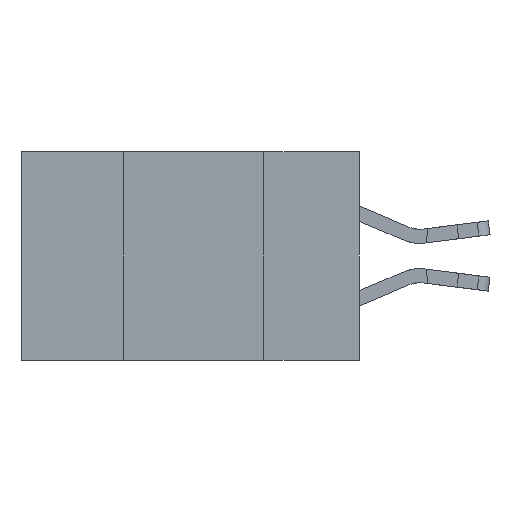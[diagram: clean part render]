
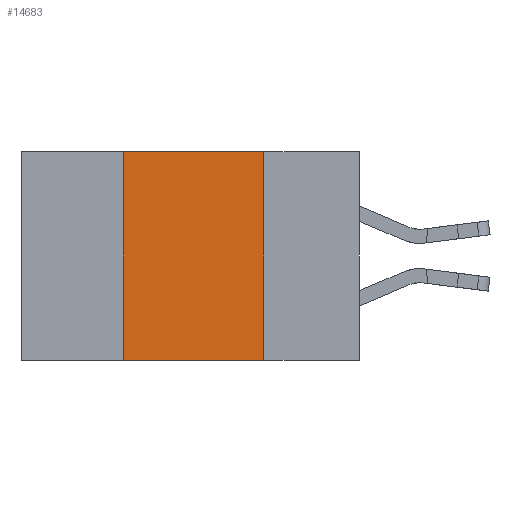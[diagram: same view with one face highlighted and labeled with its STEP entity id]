
A CAD part, left-side view. The second image highlights one B-rep face of the part: STEP entity #14683.
In plain terms, the highlighted planar face has unit normal (-1, 0, 0).
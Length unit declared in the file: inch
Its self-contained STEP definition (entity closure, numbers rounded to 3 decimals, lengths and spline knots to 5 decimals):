
#162 = CARTESIAN_POINT ( 'NONE',  ( 0., 0.6, 0. ) ) ;
#1291 = CARTESIAN_POINT ( 'NONE',  ( 0., 0.17, 0. ) ) ;
#2793 = LINE ( 'NONE', #17323, #7206 ) ;
#2860 = VERTEX_POINT ( 'NONE', #4184 ) ;
#3451 = ORIENTED_EDGE ( 'NONE', *, *, #8724, .F. ) ;
#3781 = DIRECTION ( 'NONE',  ( 0., 0., 1. ) ) ;
#3820 = EDGE_CURVE ( 'NONE', #2860, #14731, #10486, .T. ) ;
#3990 = ORIENTED_EDGE ( 'NONE', *, *, #3820, .F. ) ;
#4184 = CARTESIAN_POINT ( 'NONE',  ( 0., 0.42, 0. ) ) ;
#4646 = ORIENTED_EDGE ( 'NONE', *, *, #15136, .F. ) ;
#5713 = PLANE ( 'NONE',  #8815 ) ;
#6513 = CARTESIAN_POINT ( 'NONE',  ( 0., 0.6, 0. ) ) ;
#6885 = DIRECTION ( 'NONE',  ( 0., 0., -1. ) ) ;
#7206 = VECTOR ( 'NONE', #3781, 39.37008 ) ;
#7958 = FACE_OUTER_BOUND ( 'NONE', #17486, .T. ) ;
#8490 = CARTESIAN_POINT ( 'NONE',  ( 0., 0.6, -0.37 ) ) ;
#8724 = EDGE_CURVE ( 'NONE', #16066, #2860, #2793, .T. ) ;
#8815 = AXIS2_PLACEMENT_3D ( 'NONE', #162, #15636, #17047 ) ;
#9716 = CARTESIAN_POINT ( 'NONE',  ( 0., 0.17, -0.37 ) ) ;
#9721 = LINE ( 'NONE', #1291, #17263 ) ;
#10486 = LINE ( 'NONE', #6513, #13782 ) ;
#10838 = LINE ( 'NONE', #8490, #15059 ) ;
#11480 = CARTESIAN_POINT ( 'NONE',  ( 0., 0.17, 0. ) ) ;
#13782 = VECTOR ( 'NONE', #13829, 39.37008 ) ;
#13829 = DIRECTION ( 'NONE',  ( 0., -1., 0. ) ) ;
#14683 = ADVANCED_FACE ( 'NONE', ( #7958 ), #5713, .F. ) ;
#14699 = EDGE_CURVE ( 'NONE', #16066, #17066, #10838, .T. ) ;
#14731 = VERTEX_POINT ( 'NONE', #11480 ) ;
#15059 = VECTOR ( 'NONE', #15751, 39.37008 ) ;
#15136 = EDGE_CURVE ( 'NONE', #14731, #17066, #9721, .T. ) ;
#15636 = DIRECTION ( 'NONE',  ( 1., 0., 0. ) ) ;
#15751 = DIRECTION ( 'NONE',  ( 0., -1., 0. ) ) ;
#16066 = VERTEX_POINT ( 'NONE', #17497 ) ;
#16295 = ORIENTED_EDGE ( 'NONE', *, *, #14699, .T. ) ;
#17047 = DIRECTION ( 'NONE',  ( 0., 0., -1. ) ) ;
#17066 = VERTEX_POINT ( 'NONE', #9716 ) ;
#17263 = VECTOR ( 'NONE', #6885, 39.37008 ) ;
#17323 = CARTESIAN_POINT ( 'NONE',  ( 0., 0.42, 0. ) ) ;
#17486 = EDGE_LOOP ( 'NONE', ( #4646, #3990, #3451, #16295 ) ) ;
#17497 = CARTESIAN_POINT ( 'NONE',  ( 0., 0.42, -0.37 ) ) ;
